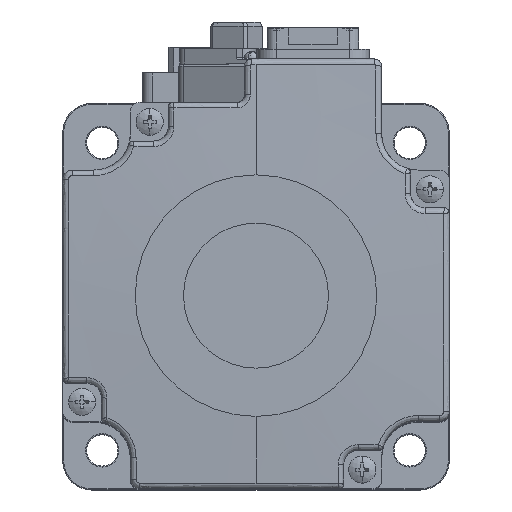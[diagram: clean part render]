
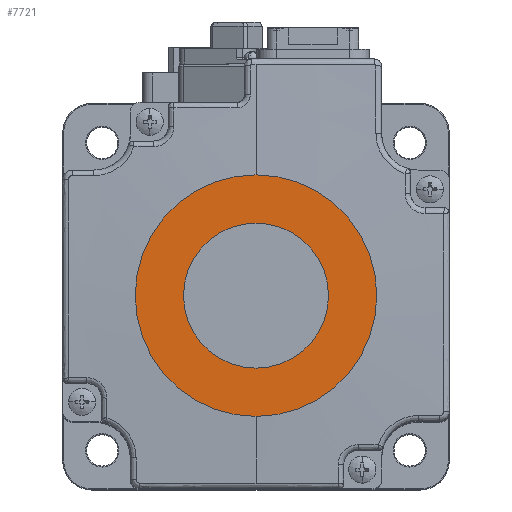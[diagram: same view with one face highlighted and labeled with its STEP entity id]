
A CAD part, top view. The second image highlights one B-rep face of the part: STEP entity #7721.
In plain terms, the highlighted planar face has unit normal (0, 0, 1).
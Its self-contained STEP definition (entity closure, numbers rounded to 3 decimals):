
#5914 = EDGE_LOOP ( 'NONE', ( #17166, #27234 ) ) ;
#5935 = CARTESIAN_POINT ( 'NONE',  ( 103.986, 102.891, 127.177 ) ) ;
#7721 = ADVANCED_FACE ( 'NONE', ( #16313, #20291 ), #8990, .T. ) ;
#8808 = DIRECTION ( 'NONE',  ( 0., -1., 0. ) ) ;
#8843 = DIRECTION ( 'NONE',  ( 0., 0., 1. ) ) ;
#8990 = PLANE ( 'NONE',  #25039 ) ;
#9128 = CARTESIAN_POINT ( 'NONE',  ( 103.986, 77.891, 127.177 ) ) ;
#9393 = EDGE_LOOP ( 'NONE', ( #18639, #18511 ) ) ;
#10384 = CIRCLE ( 'NONE', #39169, 15. ) ;
#12858 = CARTESIAN_POINT ( 'NONE',  ( 103.986, 77.891, 127.177 ) ) ;
#14058 = VERTEX_POINT ( 'NONE', #5935 ) ;
#15420 = CARTESIAN_POINT ( 'NONE',  ( 103.986, 52.891, 127.177 ) ) ;
#15667 = EDGE_CURVE ( 'NONE', #19761, #14058, #24784, .T. ) ;
#16313 = FACE_BOUND ( 'NONE', #5914, .T. ) ;
#16610 = AXIS2_PLACEMENT_3D ( 'NONE', #32074, #32114, #32208 ) ;
#17152 = CIRCLE ( 'NONE', #16610, 15. ) ;
#17166 = ORIENTED_EDGE ( 'NONE', *, *, #21261, .F. ) ;
#17969 = CARTESIAN_POINT ( 'NONE',  ( 103.986, 92.891, 127.177 ) ) ;
#18511 = ORIENTED_EDGE ( 'NONE', *, *, #39059, .T. ) ;
#18639 = ORIENTED_EDGE ( 'NONE', *, *, #15667, .T. ) ;
#19761 = VERTEX_POINT ( 'NONE', #15420 ) ;
#20291 = FACE_OUTER_BOUND ( 'NONE', #9393, .T. ) ;
#21261 = EDGE_CURVE ( 'NONE', #29485, #40100, #17152, .T. ) ;
#24114 = DIRECTION ( 'NONE',  ( 0., 0., 1. ) ) ;
#24784 = CIRCLE ( 'NONE', #36529, 25. ) ;
#25039 = AXIS2_PLACEMENT_3D ( 'NONE', #9128, #8843, #8808 ) ;
#27234 = ORIENTED_EDGE ( 'NONE', *, *, #38181, .F. ) ;
#29485 = VERTEX_POINT ( 'NONE', #40979 ) ;
#32074 = CARTESIAN_POINT ( 'NONE',  ( 103.986, 77.891, 127.177 ) ) ;
#32114 = DIRECTION ( 'NONE',  ( 0., 0., 1. ) ) ;
#32208 = DIRECTION ( 'NONE',  ( 0., -1., 0. ) ) ;
#33048 = CIRCLE ( 'NONE', #33478, 25. ) ;
#33478 = AXIS2_PLACEMENT_3D ( 'NONE', #41286, #41242, #41210 ) ;
#36529 = AXIS2_PLACEMENT_3D ( 'NONE', #36853, #36816, #36756 ) ;
#36756 = DIRECTION ( 'NONE',  ( 0., -1., 0. ) ) ;
#36816 = DIRECTION ( 'NONE',  ( 0., 0., 1. ) ) ;
#36853 = CARTESIAN_POINT ( 'NONE',  ( 103.986, 77.891, 127.177 ) ) ;
#38181 = EDGE_CURVE ( 'NONE', #40100, #29485, #10384, .T. ) ;
#39059 = EDGE_CURVE ( 'NONE', #14058, #19761, #33048, .T. ) ;
#39169 = AXIS2_PLACEMENT_3D ( 'NONE', #12858, #24114, #40074 ) ;
#40074 = DIRECTION ( 'NONE',  ( 0., -1., 0. ) ) ;
#40100 = VERTEX_POINT ( 'NONE', #17969 ) ;
#40979 = CARTESIAN_POINT ( 'NONE',  ( 103.986, 62.891, 127.177 ) ) ;
#41210 = DIRECTION ( 'NONE',  ( 0., -1., 0. ) ) ;
#41242 = DIRECTION ( 'NONE',  ( 0., 0., 1. ) ) ;
#41286 = CARTESIAN_POINT ( 'NONE',  ( 103.986, 77.891, 127.177 ) ) ;
